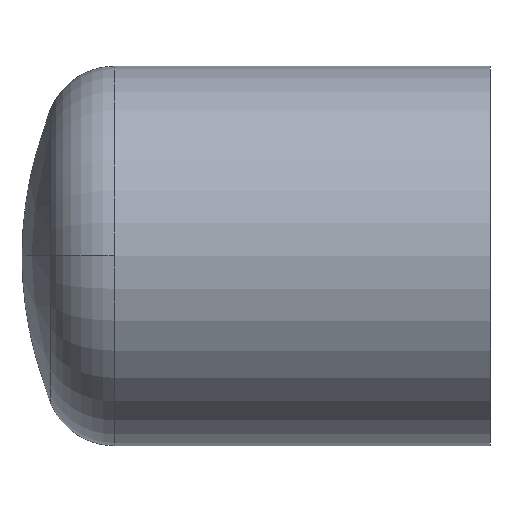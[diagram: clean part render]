
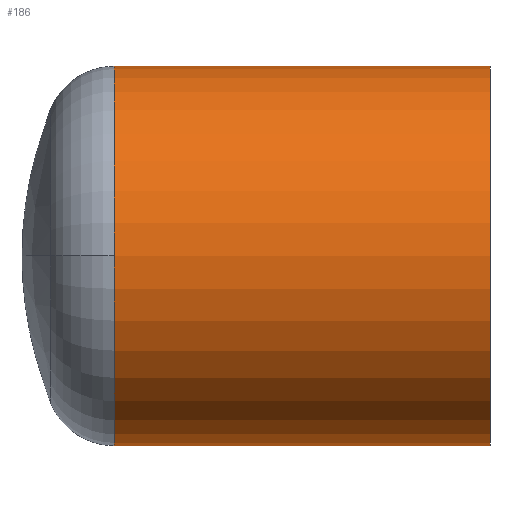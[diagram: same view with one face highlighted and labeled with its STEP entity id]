
A CAD part, top view. The second image highlights one B-rep face of the part: STEP entity #186.
In plain terms, the highlighted cylindrical face has radius 55 mm (diameter 110 mm), a partial arc.
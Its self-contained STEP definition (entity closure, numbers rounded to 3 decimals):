
#92 = VERTEX_POINT( '', #229 );
#94 = EDGE_CURVE( '', #166, #154, #231, .T. );
#118 = EDGE_CURVE( '', #92, #142, #258, .T. );
#124 = EDGE_CURVE( '', #184, #92, #265, .T. );
#142 = VERTEX_POINT( '', #286 );
#154 = VERTEX_POINT( '', #301 );
#166 = VERTEX_POINT( '', #313 );
#170 = EDGE_CURVE( '', #154, #142, #317, .T. );
#184 = VERTEX_POINT( '', #332 );
#186 = ADVANCED_FACE( '', ( #334 ), #335, .T. );
#190 = EDGE_CURVE( '', #166, #184, #339, .T. );
#229 = CARTESIAN_POINT( '', ( 0., 55., 0. ) );
#231 = CIRCLE( '', #376, 55. );
#258 = LINE( '', #410, #411 );
#265 = CIRCLE( '', #419, 55. );
#286 = CARTESIAN_POINT( '', ( -108.916, 55., 0. ) );
#301 = CARTESIAN_POINT( '', ( -108.916, 0., 55. ) );
#313 = CARTESIAN_POINT( '', ( -108.916, -55., 0. ) );
#317 = CIRCLE( '', #480, 55. );
#332 = CARTESIAN_POINT( '', ( 0., -55., 0. ) );
#334 = FACE_OUTER_BOUND( '', #500, .T. );
#335 = CYLINDRICAL_SURFACE( '', #501, 55. );
#339 = LINE( '', #506, #507 );
#376 = AXIS2_PLACEMENT_3D( '', #536, #537, #538 );
#410 = CARTESIAN_POINT( '', ( -54.458, 55., 0. ) );
#411 = VECTOR( '', #586, 1. );
#419 = AXIS2_PLACEMENT_3D( '', #594, #595, #596 );
#480 = AXIS2_PLACEMENT_3D( '', #663, #664, #665 );
#500 = EDGE_LOOP( '', ( #682, #683, #684, #685, #686 ) );
#501 = AXIS2_PLACEMENT_3D( '', #687, #688, #689 );
#506 = CARTESIAN_POINT( '', ( -54.458, -55., 0. ) );
#507 = VECTOR( '', #690, 1. );
#536 = CARTESIAN_POINT( '', ( -108.916, 0., 0. ) );
#537 = DIRECTION( '', ( -1., 0., 0. ) );
#538 = DIRECTION( '', ( 0., 1., 0. ) );
#586 = DIRECTION( '', ( -1., 0., 0. ) );
#594 = CARTESIAN_POINT( '', ( 0., 0., 0. ) );
#595 = DIRECTION( '', ( -1., 0., 0. ) );
#596 = DIRECTION( '', ( 0., 1., 0. ) );
#663 = CARTESIAN_POINT( '', ( -108.916, 0., 0. ) );
#664 = DIRECTION( '', ( -1., 0., 0. ) );
#665 = DIRECTION( '', ( 0., 1., 0. ) );
#682 = ORIENTED_EDGE( '', *, *, #118, .T. );
#683 = ORIENTED_EDGE( '', *, *, #170, .F. );
#684 = ORIENTED_EDGE( '', *, *, #94, .F. );
#685 = ORIENTED_EDGE( '', *, *, #190, .T. );
#686 = ORIENTED_EDGE( '', *, *, #124, .T. );
#687 = CARTESIAN_POINT( '', ( -54.458, 0., 0. ) );
#688 = DIRECTION( '', ( 1., 0., 0. ) );
#689 = DIRECTION( '', ( 0., 1., 0. ) );
#690 = DIRECTION( '', ( 1., 0., 0. ) );
